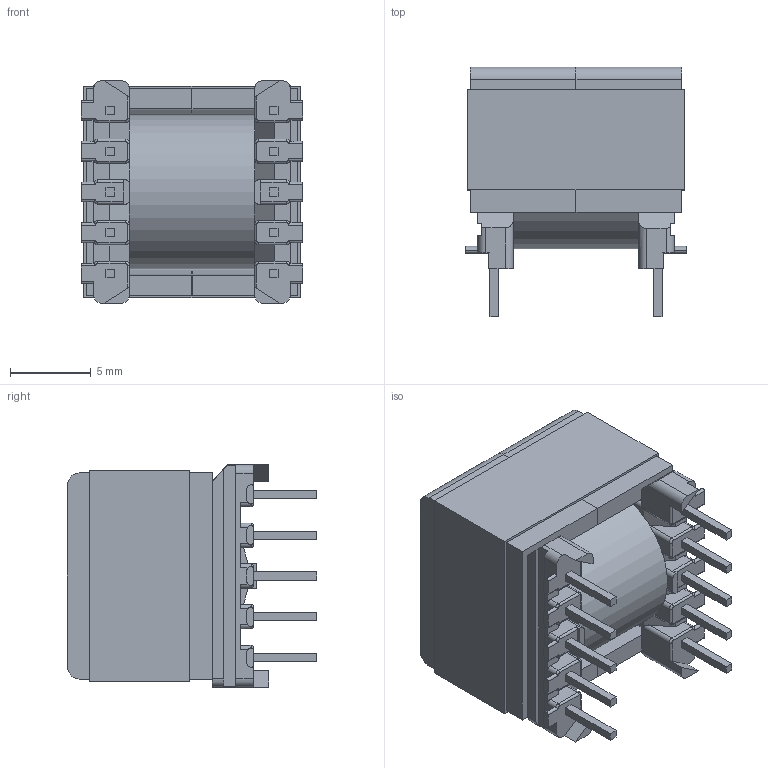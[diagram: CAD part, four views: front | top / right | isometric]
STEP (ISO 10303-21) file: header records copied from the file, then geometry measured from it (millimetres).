
FILE_DESCRIPTION (( 'STEP AP214' ), '1' );
FILE_NAME ('EP13_4370.STEP', '2021-07-02T16:18:45', ( '' ), ( '' ), 'SwSTEP 2.0', 'SolidWorks 2017', '' );
FILE_SCHEMA (( 'AUTOMOTIVE_DESIGN' ));
Length unit declared in the file: inch
Products named in the file (5): 150-2363_6A; 070-4370_coil; 070-4370_6H; EP13_4370; 440-9988-2363
Assembly tree (5 placements, depth 2):
  EP13_4370
    070-4370_6H
    070-4370_coil
    150-2363_6A  x2
    440-9988-2363
Bounding box: 13.72 x 15.47 x 13.8 mm (x, y, z)
Volume: 1678.4 mm3; surface area: 3241.5 mm2
Topology: 5 solids, 5 shells, 356 faces, 950 edges, 618 vertices
Faces by surface type: plane 184, cylinder 136, torus 36
Entity records: 11908 total; most frequent: CARTESIAN_POINT 2345, ORIENTED_EDGE 1828, DIRECTION 1804, EDGE_CURVE 914, AXIS2_PLACEMENT_3D 621, VERTEX_POINT 594, LINE 562, VECTOR 562
